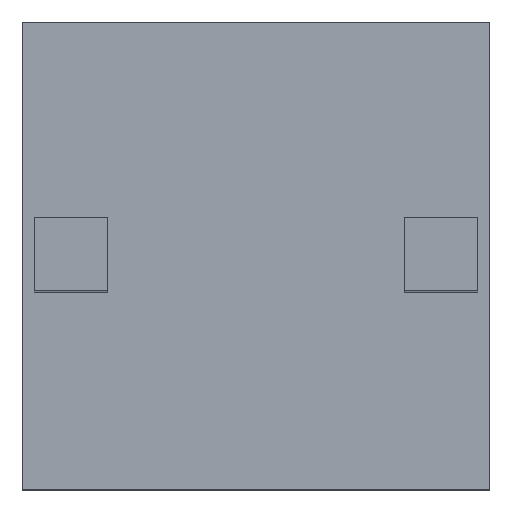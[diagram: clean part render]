
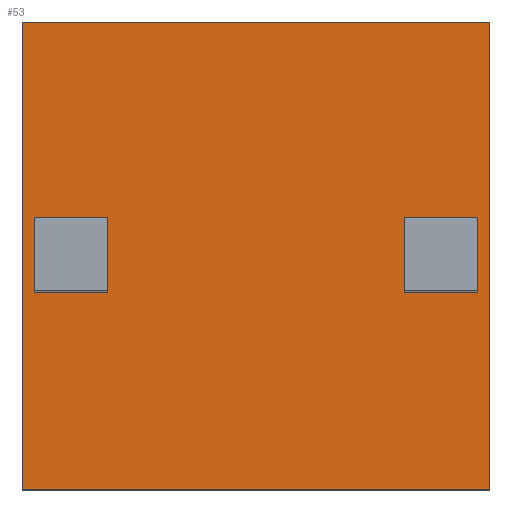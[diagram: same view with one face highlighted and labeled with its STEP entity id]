
A CAD part, top view. The second image highlights one B-rep face of the part: STEP entity #53.
In plain terms, the highlighted planar face has unit normal (0, 0, 1).
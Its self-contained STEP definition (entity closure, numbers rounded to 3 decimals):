
#53=ADVANCED_FACE('',(#135,#137,#139),#141,.T.);
#135=FACE_BOUND('',#136,.T.);
#136=EDGE_LOOP('',(#269,#270,#271,#272));
#137=FACE_BOUND('',#138,.T.);
#138=EDGE_LOOP('',(#273,#274,#275,#276));
#139=FACE_BOUND('',#140,.T.);
#140=EDGE_LOOP('',(#277,#278,#279,#280));
#141=PLANE('',#142);
#142=AXIS2_PLACEMENT_3D('',#143,#144,#145);
#143=CARTESIAN_POINT('',(0.,0.,5.5));
#144=DIRECTION('',(0.,0.,1.));
#145=DIRECTION('',(1.,0.,0.));
#269=ORIENTED_EDGE('',*,*,#345,.T.);
#270=ORIENTED_EDGE('',*,*,#346,.T.);
#271=ORIENTED_EDGE('',*,*,#347,.T.);
#272=ORIENTED_EDGE('',*,*,#348,.T.);
#273=ORIENTED_EDGE('',*,*,#349,.F.);
#274=ORIENTED_EDGE('',*,*,#350,.F.);
#275=ORIENTED_EDGE('',*,*,#351,.F.);
#276=ORIENTED_EDGE('',*,*,#352,.F.);
#277=ORIENTED_EDGE('',*,*,#353,.F.);
#278=ORIENTED_EDGE('',*,*,#354,.F.);
#279=ORIENTED_EDGE('',*,*,#355,.F.);
#280=ORIENTED_EDGE('',*,*,#356,.F.);
#345=EDGE_CURVE('',#383,#384,#385,.T.);
#346=EDGE_CURVE('',#384,#386,#387,.T.);
#347=EDGE_CURVE('',#386,#388,#389,.T.);
#348=EDGE_CURVE('',#388,#383,#390,.T.);
#349=EDGE_CURVE('',#391,#392,#393,.T.);
#350=EDGE_CURVE('',#394,#391,#395,.T.);
#351=EDGE_CURVE('',#396,#394,#397,.T.);
#352=EDGE_CURVE('',#392,#396,#398,.T.);
#353=EDGE_CURVE('',#399,#400,#401,.T.);
#354=EDGE_CURVE('',#402,#399,#403,.T.);
#355=EDGE_CURVE('',#404,#402,#405,.T.);
#356=EDGE_CURVE('',#400,#404,#406,.T.);
#383=VERTEX_POINT('',#447);
#384=VERTEX_POINT('',#448);
#385=LINE('',#449,#450);
#386=VERTEX_POINT('',#452);
#387=LINE('',#453,#454);
#388=VERTEX_POINT('',#456);
#389=LINE('',#457,#458);
#390=LINE('',#460,#461);
#391=VERTEX_POINT('',#463);
#392=VERTEX_POINT('',#464);
#393=LINE('',#465,#466);
#394=VERTEX_POINT('',#468);
#395=LINE('',#469,#470);
#396=VERTEX_POINT('',#472);
#397=LINE('',#473,#474);
#398=LINE('',#476,#477);
#399=VERTEX_POINT('',#479);
#400=VERTEX_POINT('',#480);
#401=LINE('',#481,#482);
#402=VERTEX_POINT('',#484);
#403=LINE('',#485,#486);
#404=VERTEX_POINT('',#488);
#405=LINE('',#489,#490);
#406=LINE('',#492,#493);
#447=CARTESIAN_POINT('',(1.6,-1.6,5.5));
#448=CARTESIAN_POINT('',(1.6,1.6,5.5));
#449=CARTESIAN_POINT('',(1.6,-1.6,5.5));
#450=VECTOR('',#451,1.);
#451=DIRECTION('',(0.,1.,0.));
#452=CARTESIAN_POINT('',(-1.6,1.6,5.5));
#453=CARTESIAN_POINT('',(1.6,1.6,5.5));
#454=VECTOR('',#455,1.);
#455=DIRECTION('',(-1.,0.,0.));
#456=CARTESIAN_POINT('',(-1.6,-1.6,5.5));
#457=CARTESIAN_POINT('',(-1.6,1.6,5.5));
#458=VECTOR('',#459,1.);
#459=DIRECTION('',(0.,-1.,0.));
#460=CARTESIAN_POINT('',(-1.6,-1.6,5.5));
#461=VECTOR('',#462,1.);
#462=DIRECTION('',(1.,0.,0.));
#463=CARTESIAN_POINT('',(-1.02,0.25,5.5));
#464=CARTESIAN_POINT('',(-1.52,0.25,5.5));
#465=CARTESIAN_POINT('',(-1.02,0.25,5.5));
#466=VECTOR('',#467,1.);
#467=DIRECTION('',(-1.,0.,0.));
#468=CARTESIAN_POINT('',(-1.02,-0.25,5.5));
#469=CARTESIAN_POINT('',(-1.02,-0.25,5.5));
#470=VECTOR('',#471,1.);
#471=DIRECTION('',(0.,1.,0.));
#472=CARTESIAN_POINT('',(-1.52,-0.25,5.5));
#473=CARTESIAN_POINT('',(-1.52,-0.25,5.5));
#474=VECTOR('',#475,1.);
#475=DIRECTION('',(1.,0.,0.));
#476=CARTESIAN_POINT('',(-1.52,0.25,5.5));
#477=VECTOR('',#478,1.);
#478=DIRECTION('',(0.,-1.,0.));
#479=CARTESIAN_POINT('',(1.02,0.25,5.5));
#480=CARTESIAN_POINT('',(1.02,-0.25,5.5));
#481=CARTESIAN_POINT('',(1.02,0.25,5.5));
#482=VECTOR('',#483,1.);
#483=DIRECTION('',(0.,-1.,0.));
#484=CARTESIAN_POINT('',(1.52,0.25,5.5));
#485=CARTESIAN_POINT('',(1.52,0.25,5.5));
#486=VECTOR('',#487,1.);
#487=DIRECTION('',(-1.,0.,0.));
#488=CARTESIAN_POINT('',(1.52,-0.25,5.5));
#489=CARTESIAN_POINT('',(1.52,-0.25,5.5));
#490=VECTOR('',#491,1.);
#491=DIRECTION('',(0.,1.,0.));
#492=CARTESIAN_POINT('',(1.02,-0.25,5.5));
#493=VECTOR('',#494,1.);
#494=DIRECTION('',(1.,0.,0.));
